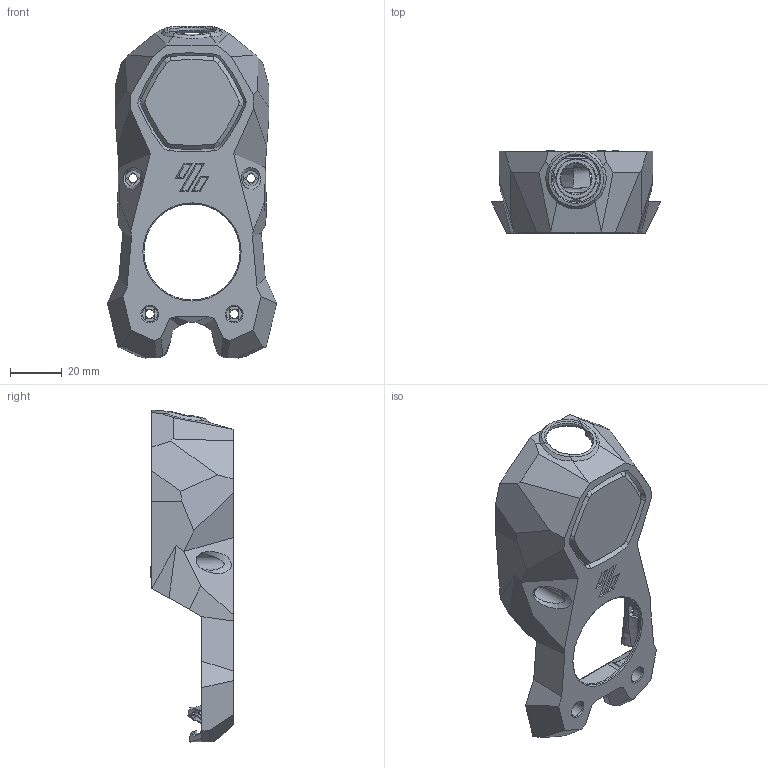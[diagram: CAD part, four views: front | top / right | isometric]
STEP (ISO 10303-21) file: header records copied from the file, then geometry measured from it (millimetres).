
FILE_DESCRIPTION(/* description */ (''),/* implementation_level */ '2;1');
FILE_NAME(/* name */ 'SB-CPAP_front_remix.step',/* time_stamp */ '2023-01-23T21:08:37+01:00',/* author */ (''),/* organization */ (''),/* preprocessor_version */ 'ST-DEVELOPER v19.2',/* originating_system */ 'Autodesk Translation Framework v11.17.0.187',/* authorisation */ '');
FILE_SCHEMA (('AUTOMOTIVE_DESIGN { 1 0 10303 214 3 1 1 }'));
Products named in the file (2): SB-CPAP_front_remix; SB-CPAP_hose-mount (1)
Assembly tree (1 placements, depth 2):
  SB-CPAP_front_remix
    SB-CPAP_hose-mount (1)
Bounding box: 65.14 x 31.8 x 127.81 mm (x, y, z)
Volume: 50000.8 mm3; surface area: 33662.7 mm2
Topology: 2 solids, 4 shells, 1127 faces, 3288 edges, 2153 vertices
Faces by surface type: plane 610, cylinder 261, bspline 162, cone 61, torus 20, sphere 13
Full cylindrical faces by diameter (mm): 3.4 x7, 3.5 x3, 4.7 x3, 6 x4, 12 x1, 15 x1, 15.4 x1, 18 x1, 37 x1
Entity records: 53035 total; most frequent: CARTESIAN_POINT 24312, ORIENTED_EDGE 6550, DIRECTION 5288, EDGE_CURVE 3275, VERTEX_POINT 2153, LINE 1844, VECTOR 1844, AXIS2_PLACEMENT_3D 1722
